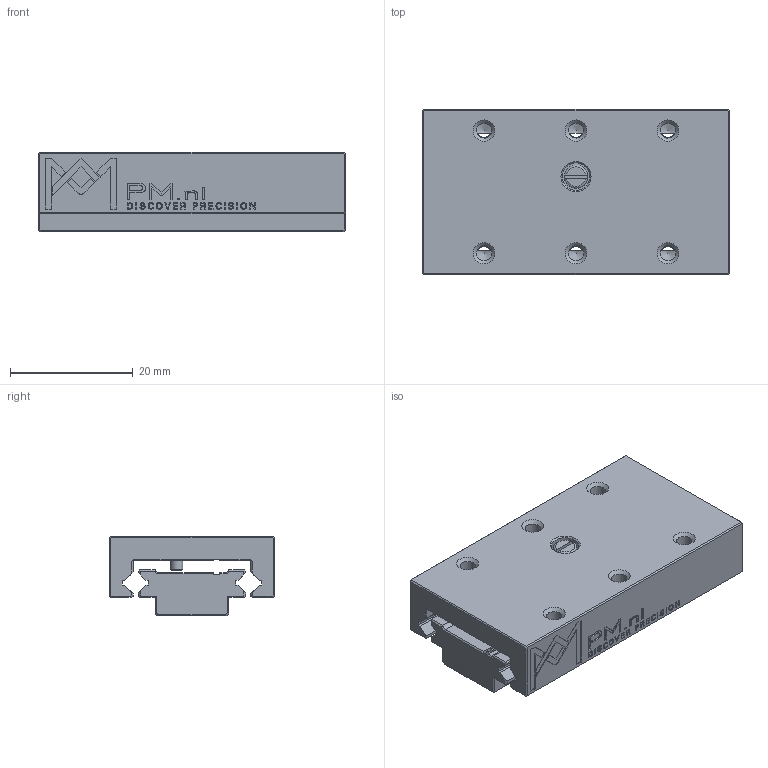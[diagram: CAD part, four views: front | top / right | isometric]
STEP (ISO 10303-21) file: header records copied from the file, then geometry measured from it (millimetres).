
FILE_DESCRIPTION(/* description */ (''),/* implementation_level */ '2;1');
FILE_NAME(/* name */ 'MSR 12-50_stp.stp',/* time_stamp */ '2024-10-01T14:36:39+02:00',/* author */ (''),/* organization */ (''),/* preprocessor_version */ 'ST-DEVELOPER v16.7',/* originating_system */ 'SIEMENS PLM Software NX 12.0',/* authorisation */ '');
FILE_SCHEMA (('AUTOMOTIVE_DESIGN { 1 0 10303 214 3 1 1 1 }'));
Length unit declared in the file: millimetre
Products named in the file (1): 046414_A_13-Slide MSR 12-50 Assy_stp
Bounding box: 50 x 27 x 13 mm (x, y, z)
Volume: 12154 mm3; surface area: 8290.8 mm2
Topology: 3 solids, 3 shells, 1197 faces, 3335 edges, 2208 vertices
Faces by surface type: plane 961, bspline 180, cone 30, cylinder 24, torus 2
Full cylindrical faces by diameter (mm): 1.6 x1, 2 x1, 2.5 x6, 3.3 x2, 3.8 x1, 4.5 x1, 6 x2
Entity records: 42867 total; most frequent: CARTESIAN_POINT 9551, ORIENTED_EDGE 6576, DIRECTION 5009, EDGE_CURVE 3288, LINE 2831, VECTOR 2831, VERTEX_POINT 2203, EDGE_LOOP 1315
